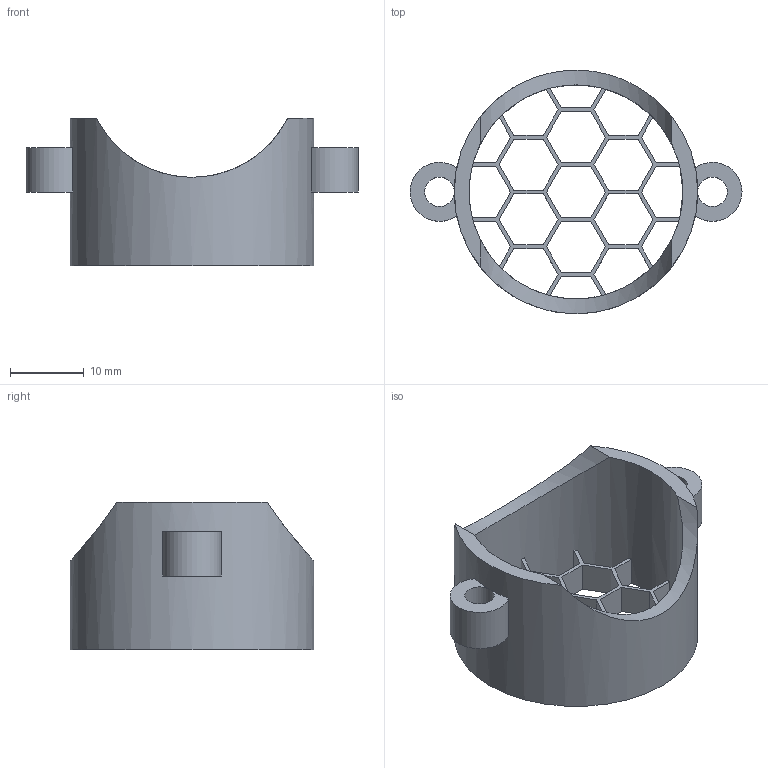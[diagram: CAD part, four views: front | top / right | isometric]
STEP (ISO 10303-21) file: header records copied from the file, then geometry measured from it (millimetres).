
FILE_DESCRIPTION(('FreeCAD Model'),'2;1');
FILE_NAME('Open CASCADE Shape Model','2024-10-13T17:02:44',(''),(''), 'Open CASCADE STEP processor 7.6','FreeCAD','Unknown');
FILE_SCHEMA(('AUTOMOTIVE_DESIGN { 1 0 10303 214 1 1 1 1 }'));
Length unit declared in the file: millimetre
Products named in the file (1): union001
Bounding box: 45 x 33 x 20 mm (x, y, z)
Volume: 3909.2 mm3; surface area: 5460.5 mm2
Topology: 1 solids, 1 shells, 103 faces, 351 edges, 224 vertices
Faces by surface type: plane 93, cylinder 10
Full cylindrical faces by diameter (mm): 4 x1, 29 x1, 33 x1
Entity records: 4005 total; most frequent: CARTESIAN_POINT 821, ORIENTED_EDGE 702, DIRECTION 625, EDGE_CURVE 351, LINE 281, VECTOR 281, VERTEX_POINT 224, AXIS2_PLACEMENT_3D 172
